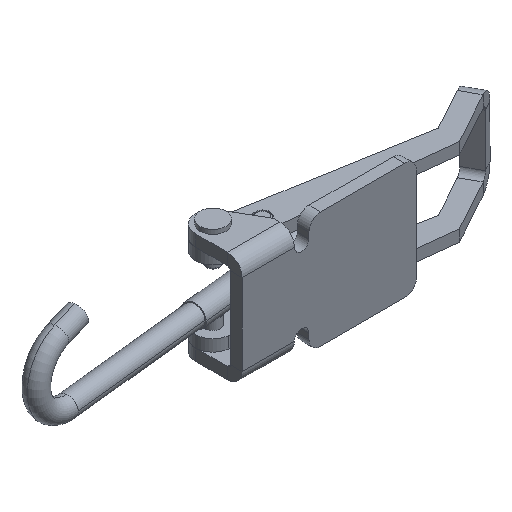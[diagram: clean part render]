
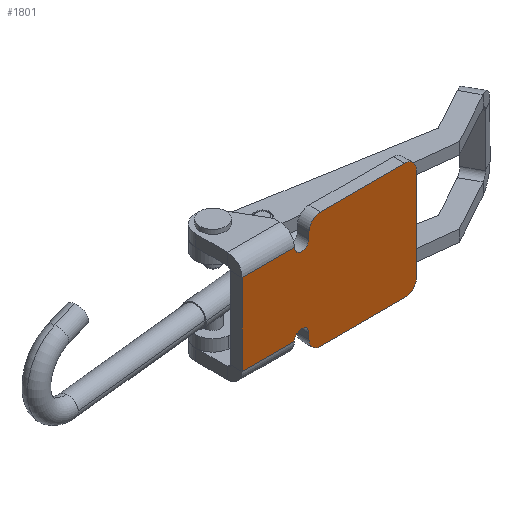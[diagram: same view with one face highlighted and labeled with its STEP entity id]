
A CAD part, isometric view. The second image highlights one B-rep face of the part: STEP entity #1801.
In plain terms, the highlighted planar face has unit normal (0, -1, 0).
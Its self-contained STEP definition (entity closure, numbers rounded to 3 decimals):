
#124 = DIRECTION ( 'NONE',  ( 0., 0., 1. ) ) ;
#157 = PLANE ( 'NONE',  #3332 ) ;
#165 = DIRECTION ( 'NONE',  ( 0., -1., 0. ) ) ;
#186 = CARTESIAN_POINT ( 'NONE',  ( 4., -4., 0. ) ) ;
#190 = DIRECTION ( 'NONE',  ( 0., -1., 0. ) ) ;
#193 = CARTESIAN_POINT ( 'NONE',  ( 33., -4., 0. ) ) ;
#232 = EDGE_CURVE ( 'NONE', #1065, #2912, #1504, .T. ) ;
#274 = VECTOR ( 'NONE', #2884, 1000. ) ;
#282 = CARTESIAN_POINT ( 'NONE',  ( -23., -4., -34. ) ) ;
#286 = EDGE_CURVE ( 'NONE', #3395, #2737, #2926, .T. ) ;
#299 = VERTEX_POINT ( 'NONE', #3154 ) ;
#378 = VERTEX_POINT ( 'NONE', #2325 ) ;
#381 = DIRECTION ( 'NONE',  ( 0., 0., 1. ) ) ;
#440 = FACE_OUTER_BOUND ( 'NONE', #906, .T. ) ;
#574 = CIRCLE ( 'NONE', #2213, 2.5 ) ;
#608 = CIRCLE ( 'NONE', #2000, 4. ) ;
#676 = EDGE_CURVE ( 'NONE', #2912, #299, #2358, .T. ) ;
#722 = LINE ( 'NONE', #2893, #274 ) ;
#832 = ORIENTED_EDGE ( 'NONE', *, *, #3270, .F. ) ;
#906 = EDGE_LOOP ( 'NONE', ( #1210, #2314, #832, #1669, #3379, #1717, #2184, #1670, #1641, #1314, #3547, #2428, #3205, #3241, #1826 ) ) ;
#1006 = AXIS2_PLACEMENT_3D ( 'NONE', #3528, #3300, #3376 ) ;
#1011 = VECTOR ( 'NONE', #1367, 1000. ) ;
#1038 = VERTEX_POINT ( 'NONE', #193 ) ;
#1065 = VERTEX_POINT ( 'NONE', #2909 ) ;
#1085 = VERTEX_POINT ( 'NONE', #2393 ) ;
#1147 = CARTESIAN_POINT ( 'NONE',  ( -5., -4., -6. ) ) ;
#1164 = LINE ( 'NONE', #2576, #1389 ) ;
#1168 = EDGE_CURVE ( 'NONE', #2483, #2257, #1164, .T. ) ;
#1210 = ORIENTED_EDGE ( 'NONE', *, *, #1439, .F. ) ;
#1234 = CARTESIAN_POINT ( 'NONE',  ( 37., -4., -4. ) ) ;
#1288 = EDGE_CURVE ( 'NONE', #3239, #3619, #2287, .T. ) ;
#1305 = DIRECTION ( 'NONE',  ( 0., 1., 0. ) ) ;
#1314 = ORIENTED_EDGE ( 'NONE', *, *, #1288, .F. ) ;
#1328 = AXIS2_PLACEMENT_3D ( 'NONE', #1827, #1710, #3635 ) ;
#1341 = CIRCLE ( 'NONE', #1328, 2.5 ) ;
#1353 = DIRECTION ( 'NONE',  ( 0., 1., 0. ) ) ;
#1367 = DIRECTION ( 'NONE',  ( 1., 0., 0. ) ) ;
#1389 = VECTOR ( 'NONE', #3669, 1000. ) ;
#1439 = EDGE_CURVE ( 'NONE', #2602, #3395, #2112, .T. ) ;
#1455 = DIRECTION ( 'NONE',  ( 0., 0., 1. ) ) ;
#1500 = VECTOR ( 'NONE', #3666, 1000. ) ;
#1504 = LINE ( 'NONE', #2207, #1899 ) ;
#1641 = ORIENTED_EDGE ( 'NONE', *, *, #2694, .F. ) ;
#1669 = ORIENTED_EDGE ( 'NONE', *, *, #3396, .F. ) ;
#1670 = ORIENTED_EDGE ( 'NONE', *, *, #232, .F. ) ;
#1710 = DIRECTION ( 'NONE',  ( 0., -1., 0. ) ) ;
#1717 = ORIENTED_EDGE ( 'NONE', *, *, #2604, .F. ) ;
#1790 = EDGE_CURVE ( 'NONE', #2737, #1085, #1341, .T. ) ;
#1801 = ADVANCED_FACE ( 'NONE', ( #440 ), #157, .F. ) ;
#1826 = ORIENTED_EDGE ( 'NONE', *, *, #286, .F. ) ;
#1827 = CARTESIAN_POINT ( 'NONE',  ( -2.5, -4., -34. ) ) ;
#1895 = CARTESIAN_POINT ( 'NONE',  ( 0., -4., -34. ) ) ;
#1899 = VECTOR ( 'NONE', #124, 1000. ) ;
#1912 = DIRECTION ( 'NONE',  ( 1., 0., 0. ) ) ;
#1924 = CARTESIAN_POINT ( 'NONE',  ( -2.5, -4., -6. ) ) ;
#1953 = CARTESIAN_POINT ( 'NONE',  ( -23., -4., -34. ) ) ;
#1958 = CARTESIAN_POINT ( 'NONE',  ( 4., -4., -40. ) ) ;
#1964 = CARTESIAN_POINT ( 'NONE',  ( 4., -4., -4. ) ) ;
#2000 = AXIS2_PLACEMENT_3D ( 'NONE', #2446, #2159, #381 ) ;
#2031 = CARTESIAN_POINT ( 'NONE',  ( 0., -4., -4. ) ) ;
#2057 = VERTEX_POINT ( 'NONE', #1234 ) ;
#2112 = CIRCLE ( 'NONE', #1006, 4. ) ;
#2125 = AXIS2_PLACEMENT_3D ( 'NONE', #3083, #190, #1455 ) ;
#2127 = LINE ( 'NONE', #282, #1500 ) ;
#2159 = DIRECTION ( 'NONE',  ( 0., 1., 0. ) ) ;
#2184 = ORIENTED_EDGE ( 'NONE', *, *, #676, .F. ) ;
#2207 = CARTESIAN_POINT ( 'NONE',  ( 0., -4., -4. ) ) ;
#2213 = AXIS2_PLACEMENT_3D ( 'NONE', #1924, #165, #2499 ) ;
#2257 = VERTEX_POINT ( 'NONE', #1953 ) ;
#2258 = CARTESIAN_POINT ( 'NONE',  ( -23., -4., -6. ) ) ;
#2273 = CARTESIAN_POINT ( 'NONE',  ( 33., -4., -40. ) ) ;
#2287 = LINE ( 'NONE', #2809, #3224 ) ;
#2314 = ORIENTED_EDGE ( 'NONE', *, *, #3206, .F. ) ;
#2325 = CARTESIAN_POINT ( 'NONE',  ( 37., -4., -36. ) ) ;
#2353 = CIRCLE ( 'NONE', #2717, 4. ) ;
#2358 = CIRCLE ( 'NONE', #3600, 4. ) ;
#2393 = CARTESIAN_POINT ( 'NONE',  ( -2.5, -4., -31.5 ) ) ;
#2408 = VECTOR ( 'NONE', #3672, 1000. ) ;
#2428 = ORIENTED_EDGE ( 'NONE', *, *, #1168, .F. ) ;
#2446 = CARTESIAN_POINT ( 'NONE',  ( 33., -4., -36. ) ) ;
#2455 = CIRCLE ( 'NONE', #2125, 2.5 ) ;
#2475 = LINE ( 'NONE', #186, #1011 ) ;
#2483 = VERTEX_POINT ( 'NONE', #2632 ) ;
#2499 = DIRECTION ( 'NONE',  ( 0., 0., 1. ) ) ;
#2576 = CARTESIAN_POINT ( 'NONE',  ( -5., -4., -34. ) ) ;
#2602 = VERTEX_POINT ( 'NONE', #1958 ) ;
#2604 = EDGE_CURVE ( 'NONE', #299, #1038, #2475, .T. ) ;
#2632 = CARTESIAN_POINT ( 'NONE',  ( -5., -4., -34. ) ) ;
#2637 = LINE ( 'NONE', #2273, #3021 ) ;
#2694 = EDGE_CURVE ( 'NONE', #3619, #1065, #574, .T. ) ;
#2717 = AXIS2_PLACEMENT_3D ( 'NONE', #3702, #3642, #3381 ) ;
#2737 = VERTEX_POINT ( 'NONE', #1895 ) ;
#2809 = CARTESIAN_POINT ( 'NONE',  ( -5., -4., -6. ) ) ;
#2833 = DIRECTION ( 'NONE',  ( -1., 0., 0. ) ) ;
#2884 = DIRECTION ( 'NONE',  ( 0., 0., -1. ) ) ;
#2893 = CARTESIAN_POINT ( 'NONE',  ( 37., -4., -4. ) ) ;
#2905 = EDGE_CURVE ( 'NONE', #1038, #2057, #2353, .T. ) ;
#2909 = CARTESIAN_POINT ( 'NONE',  ( 0., -4., -6. ) ) ;
#2912 = VERTEX_POINT ( 'NONE', #2031 ) ;
#2926 = LINE ( 'NONE', #3176, #2408 ) ;
#3021 = VECTOR ( 'NONE', #2833, 1000. ) ;
#3039 = DIRECTION ( 'NONE',  ( 0., 0., -1. ) ) ;
#3083 = CARTESIAN_POINT ( 'NONE',  ( -2.5, -4., -34. ) ) ;
#3084 = CARTESIAN_POINT ( 'NONE',  ( 0., -4., -36. ) ) ;
#3122 = EDGE_CURVE ( 'NONE', #2257, #3239, #2127, .T. ) ;
#3154 = CARTESIAN_POINT ( 'NONE',  ( 4., -4., 0. ) ) ;
#3176 = CARTESIAN_POINT ( 'NONE',  ( 0., -4., -36. ) ) ;
#3205 = ORIENTED_EDGE ( 'NONE', *, *, #3556, .F. ) ;
#3206 = EDGE_CURVE ( 'NONE', #3329, #2602, #2637, .T. ) ;
#3209 = CARTESIAN_POINT ( 'NONE',  ( 4., -4., -36. ) ) ;
#3224 = VECTOR ( 'NONE', #1912, 1000. ) ;
#3239 = VERTEX_POINT ( 'NONE', #2258 ) ;
#3241 = ORIENTED_EDGE ( 'NONE', *, *, #1790, .F. ) ;
#3270 = EDGE_CURVE ( 'NONE', #378, #3329, #608, .T. ) ;
#3300 = DIRECTION ( 'NONE',  ( 0., 1., 0. ) ) ;
#3329 = VERTEX_POINT ( 'NONE', #3624 ) ;
#3332 = AXIS2_PLACEMENT_3D ( 'NONE', #3209, #1353, #3333 ) ;
#3333 = DIRECTION ( 'NONE',  ( 0., 0., 1. ) ) ;
#3376 = DIRECTION ( 'NONE',  ( 0., 0., 1. ) ) ;
#3379 = ORIENTED_EDGE ( 'NONE', *, *, #2905, .F. ) ;
#3381 = DIRECTION ( 'NONE',  ( 0., 0., 1. ) ) ;
#3395 = VERTEX_POINT ( 'NONE', #3084 ) ;
#3396 = EDGE_CURVE ( 'NONE', #2057, #378, #722, .T. ) ;
#3528 = CARTESIAN_POINT ( 'NONE',  ( 4., -4., -36. ) ) ;
#3547 = ORIENTED_EDGE ( 'NONE', *, *, #3122, .F. ) ;
#3556 = EDGE_CURVE ( 'NONE', #1085, #2483, #2455, .T. ) ;
#3600 = AXIS2_PLACEMENT_3D ( 'NONE', #1964, #1305, #3039 ) ;
#3619 = VERTEX_POINT ( 'NONE', #1147 ) ;
#3624 = CARTESIAN_POINT ( 'NONE',  ( 33., -4., -40. ) ) ;
#3635 = DIRECTION ( 'NONE',  ( 0., 0., 1. ) ) ;
#3642 = DIRECTION ( 'NONE',  ( 0., 1., 0. ) ) ;
#3666 = DIRECTION ( 'NONE',  ( 0., 0., 1. ) ) ;
#3669 = DIRECTION ( 'NONE',  ( -1., 0., 0. ) ) ;
#3672 = DIRECTION ( 'NONE',  ( 0., 0., 1. ) ) ;
#3702 = CARTESIAN_POINT ( 'NONE',  ( 33., -4., -4. ) ) ;
